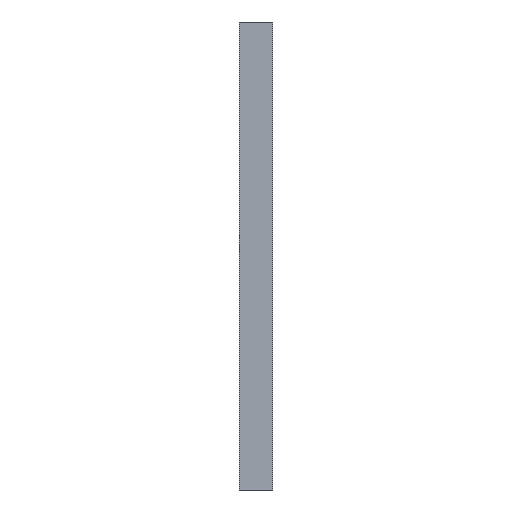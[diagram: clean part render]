
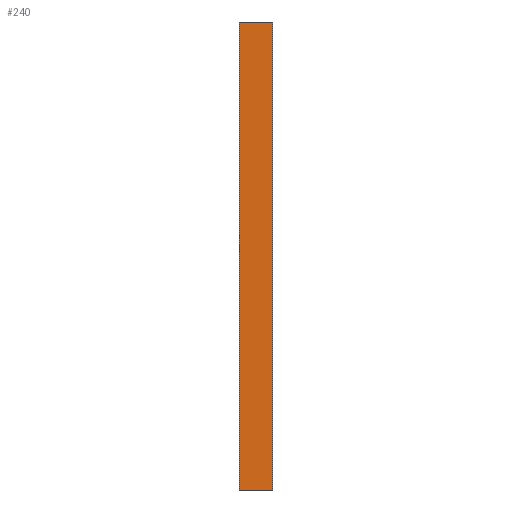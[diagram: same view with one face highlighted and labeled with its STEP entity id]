
A CAD part, left-side view. The second image highlights one B-rep face of the part: STEP entity #240.
In plain terms, the highlighted planar face has unit normal (-1, 0, 0).
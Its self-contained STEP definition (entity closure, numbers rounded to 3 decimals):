
#8 = DIRECTION ( 'NONE',  ( 0., 0., -1. ) ) ;
#21 = LINE ( 'NONE', #796, #1206 ) ;
#28 = AXIS2_PLACEMENT_3D ( 'NONE', #569, #813, #8 ) ;
#29 = DIRECTION ( 'NONE',  ( 0., -1., 0. ) ) ;
#131 = EDGE_CURVE ( 'NONE', #653, #1130, #1174, .T. ) ;
#201 = ORIENTED_EDGE ( 'NONE', *, *, #131, .T. ) ;
#240 = ADVANCED_FACE ( 'NONE', ( #367 ), #1373, .F. ) ;
#318 = LINE ( 'NONE', #507, #551 ) ;
#355 = EDGE_CURVE ( 'NONE', #653, #806, #21, .T. ) ;
#363 = CARTESIAN_POINT ( 'NONE',  ( -70., 0., 70. ) ) ;
#367 = FACE_OUTER_BOUND ( 'NONE', #663, .T. ) ;
#507 = CARTESIAN_POINT ( 'NONE',  ( -70., 0., 70. ) ) ;
#517 = ORIENTED_EDGE ( 'NONE', *, *, #649, .F. ) ;
#551 = VECTOR ( 'NONE', #627, 1000. ) ;
#559 = DIRECTION ( 'NONE',  ( 0., 0., 1. ) ) ;
#569 = CARTESIAN_POINT ( 'NONE',  ( -70., 10., 70. ) ) ;
#581 = CARTESIAN_POINT ( 'NONE',  ( -70., 0., -70. ) ) ;
#613 = LINE ( 'NONE', #1400, #814 ) ;
#627 = DIRECTION ( 'NONE',  ( 0., 0., 1. ) ) ;
#638 = CARTESIAN_POINT ( 'NONE',  ( -70., 10., 70. ) ) ;
#649 = EDGE_CURVE ( 'NONE', #806, #1080, #613, .T. ) ;
#653 = VERTEX_POINT ( 'NONE', #965 ) ;
#663 = EDGE_LOOP ( 'NONE', ( #1180, #517, #784, #201 ) ) ;
#774 = VECTOR ( 'NONE', #1339, 1000. ) ;
#784 = ORIENTED_EDGE ( 'NONE', *, *, #355, .F. ) ;
#796 = CARTESIAN_POINT ( 'NONE',  ( -70., 10., 70. ) ) ;
#802 = CARTESIAN_POINT ( 'NONE',  ( -70., 10., -70. ) ) ;
#806 = VERTEX_POINT ( 'NONE', #638 ) ;
#813 = DIRECTION ( 'NONE',  ( 1., 0., 0. ) ) ;
#814 = VECTOR ( 'NONE', #29, 1000. ) ;
#818 = EDGE_CURVE ( 'NONE', #1130, #1080, #318, .T. ) ;
#965 = CARTESIAN_POINT ( 'NONE',  ( -70., 10., -70. ) ) ;
#1080 = VERTEX_POINT ( 'NONE', #363 ) ;
#1130 = VERTEX_POINT ( 'NONE', #581 ) ;
#1174 = LINE ( 'NONE', #802, #774 ) ;
#1180 = ORIENTED_EDGE ( 'NONE', *, *, #818, .T. ) ;
#1206 = VECTOR ( 'NONE', #559, 1000. ) ;
#1339 = DIRECTION ( 'NONE',  ( 0., -1., 0. ) ) ;
#1373 = PLANE ( 'NONE',  #28 ) ;
#1400 = CARTESIAN_POINT ( 'NONE',  ( -70., 10., 70. ) ) ;
